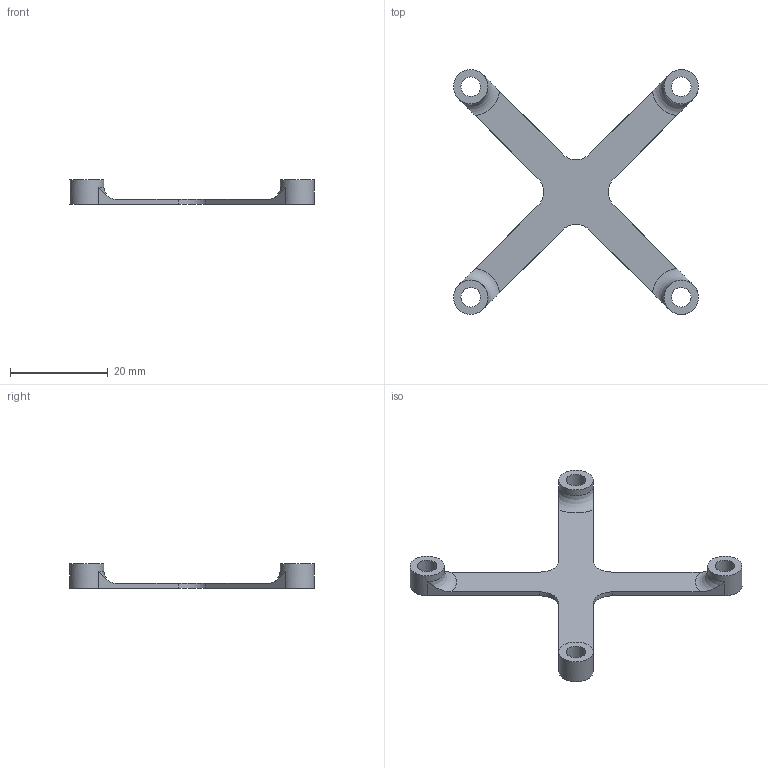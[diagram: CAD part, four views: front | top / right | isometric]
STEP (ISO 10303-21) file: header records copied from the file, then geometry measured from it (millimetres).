
FILE_DESCRIPTION(/* description */ ('Alibre Inc.'),/* implementation_level */ '2;1');
FILE_NAME(/* name */ 'export-D4952292-3162-4506-8967-F199B5A8DCE6',/* time_stamp */ '2024-07-10T18:58:28-06:00',/* author */ (''),/* organization */ (''),/* preprocessor_version */ 'ST-DEVELOPER v17',/* originating_system */ 'Alibre',/* authorisation */ '');
FILE_SCHEMA (('CONFIG_CONTROL_DESIGN'));
Length unit declared in the file: centimetre
Bounding box: 50 x 50 x 5 mm (x, y, z)
Volume: 1304.4 mm3; surface area: 2519.4 mm2
Topology: 1 solids, 1 shells, 30 faces, 84 edges, 56 vertices
Faces by surface type: plane 14, cylinder 12, torus 4
Full cylindrical faces by diameter (mm): 4 x4, 7 x4
Entity records: 1267 total; most frequent: CARTESIAN_POINT 450, ORIENTED_EDGE 144, DIRECTION 138, EDGE_CURVE 72, AXIS2_PLACEMENT_3D 62, VERTEX_POINT 52, EDGE_LOOP 46, FACE_BOUND 46
